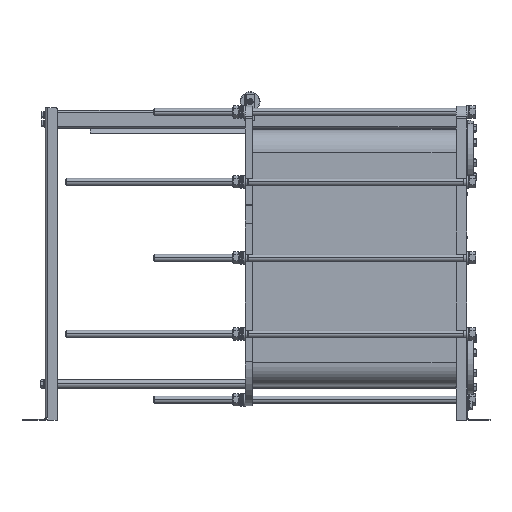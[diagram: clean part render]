
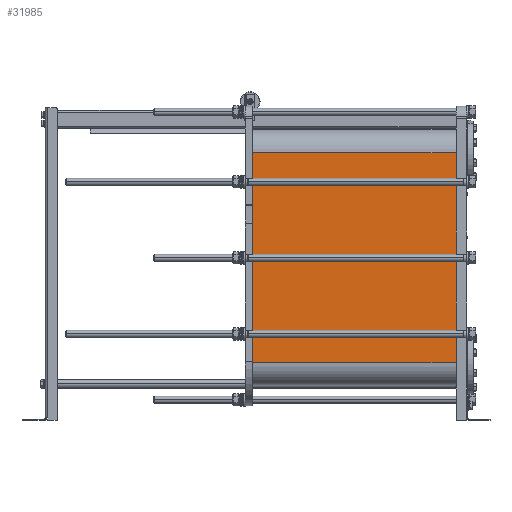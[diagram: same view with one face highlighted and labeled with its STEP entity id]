
A CAD part, front view. The second image highlights one B-rep face of the part: STEP entity #31985.
In plain terms, the highlighted planar face has unit normal (0, -1, 0).
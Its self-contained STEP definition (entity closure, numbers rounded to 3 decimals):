
#31927=CARTESIAN_POINT('',(0.,0.,796.5));
#31928=VERTEX_POINT('',#31927);
#31936=CARTESIAN_POINT('',(696.,0.,796.5));
#31937=VERTEX_POINT('',#31936);
#31938=CARTESIAN_POINT('',(696.,0.,796.5));
#31939=DIRECTION('',(-1.,0.,0.));
#31940=VECTOR('',#31939,696.);
#31941=LINE('',#31938,#31940);
#31942=EDGE_CURVE('',#31937,#31928,#31941,.T.);
#31955=CARTESIAN_POINT('',(696.,0.,77.5));
#31956=DIRECTION('',(0.,1.,0.));
#31957=DIRECTION('',(0.,0.,1.));
#31958=AXIS2_PLACEMENT_3D('',#31955,#31956,#31957);
#31959=PLANE('',#31958);
#31960=CARTESIAN_POINT('',(0.,0.,77.5));
#31961=VERTEX_POINT('',#31960);
#31962=CARTESIAN_POINT('',(0.,0.,796.5));
#31963=DIRECTION('',(0.,0.,-1.));
#31964=VECTOR('',#31963,719.);
#31965=LINE('',#31962,#31964);
#31966=EDGE_CURVE('',#31928,#31961,#31965,.T.);
#31967=ORIENTED_EDGE('',*,*,#31966,.T.);
#31968=CARTESIAN_POINT('',(696.,0.,77.5));
#31969=VERTEX_POINT('',#31968);
#31970=CARTESIAN_POINT('',(696.,0.,77.5));
#31971=DIRECTION('',(-1.,0.,0.));
#31972=VECTOR('',#31971,696.);
#31973=LINE('',#31970,#31972);
#31974=EDGE_CURVE('',#31969,#31961,#31973,.T.);
#31975=ORIENTED_EDGE('',*,*,#31974,.F.);
#31976=CARTESIAN_POINT('',(696.,0.,796.5));
#31977=DIRECTION('',(0.,0.,-1.));
#31978=VECTOR('',#31977,719.);
#31979=LINE('',#31976,#31978);
#31980=EDGE_CURVE('',#31937,#31969,#31979,.T.);
#31981=ORIENTED_EDGE('',*,*,#31980,.F.);
#31982=ORIENTED_EDGE('',*,*,#31942,.T.);
#31983=EDGE_LOOP('',(#31967,#31975,#31981,#31982));
#31984=FACE_BOUND('',#31983,.T.);
#31985=ADVANCED_FACE('',(#31984),#31959,.F.);
